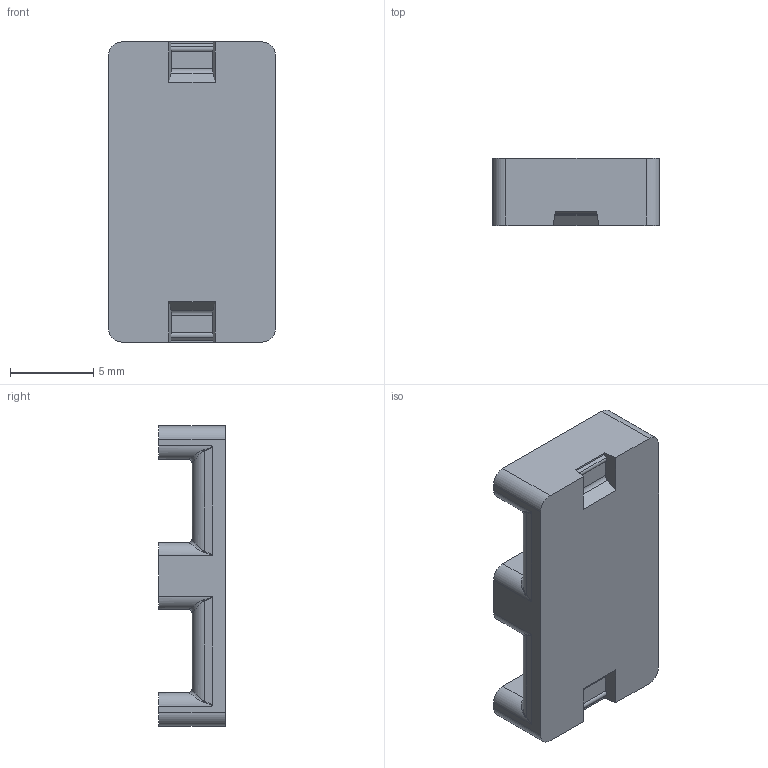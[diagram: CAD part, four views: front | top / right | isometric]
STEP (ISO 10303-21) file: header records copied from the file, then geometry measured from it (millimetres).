
FILE_DESCRIPTION((''),'2;1');
FILE_NAME('C61036-A0262-C029-ELP18','2018-05-16T',('ec7121'),(''),'PRO/ENGINEER BY PARAMETRIC TECHNOLOGY CORPORATION, 2014000','PRO/ENGINEER BY PARAMETRIC TECHNOLOGY CORPORATION, 2014000','');
FILE_SCHEMA(('CONFIG_CONTROL_DESIGN'));
Length unit declared in the file: millimetre
Products named in the file (1): C61036-A0262-C029-ELP18
Bounding box: 10 x 4 x 18 mm (x, y, z)
Volume: 503.7 mm3; surface area: 603.9 mm2
Topology: 1 solids, 1 shells, 78 faces, 204 edges, 128 vertices
Faces by surface type: plane 30, cylinder 24, bspline 16, torus 8
Entity records: 4892 total; most frequent: CARTESIAN_POINT 3076, ORIENTED_EDGE 408, DIRECTION 320, EDGE_CURVE 204, VERTEX_POINT 128, AXIS2_PLACEMENT_3D 110, VECTOR 100, LINE 100
